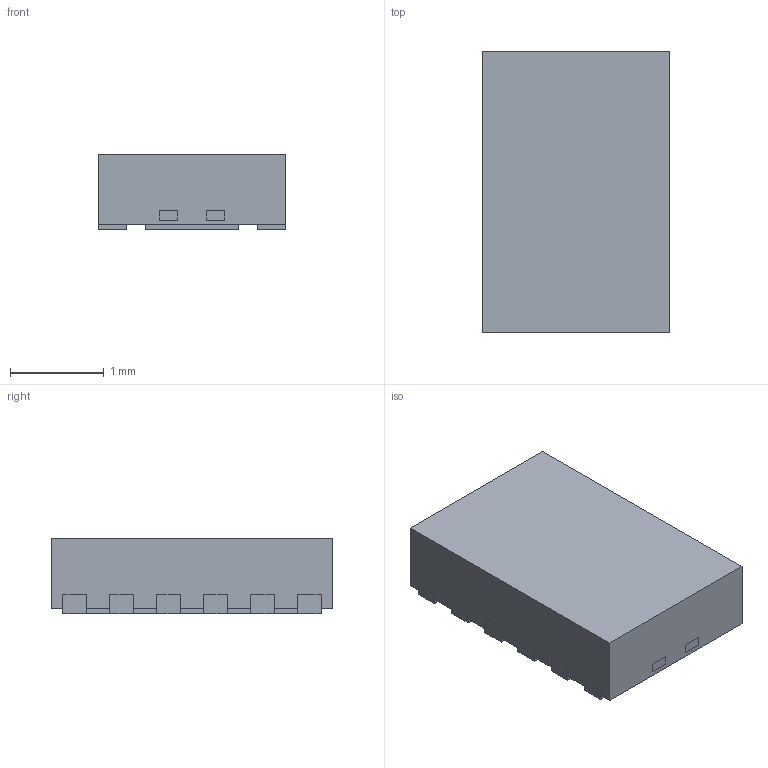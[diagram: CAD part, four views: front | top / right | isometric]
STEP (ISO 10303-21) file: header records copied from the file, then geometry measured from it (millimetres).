
FILE_DESCRIPTION((''),'2;1');
FILE_NAME('DSS0012B_ASM','2017-01-26T',('a0412025'),(''),'CREO PARAMETRIC BY PTC INC, 2016050','CREO PARAMETRIC BY PTC INC, 2016050','');
FILE_SCHEMA(('AUTOMOTIVE_DESIGN { 1 0 10303 214 1 1 1 1 }'));
Length unit declared in the file: millimetre
Products named in the file (4): BODY-SON; FRAME-DSS0012B; PIN1-ID; DSS0012B_ASM
Assembly tree (3 placements, depth 2):
  DSS0012B_ASM
    BODY-SON
    FRAME-DSS0012B
    PIN1-ID
Bounding box: 2 x 3 x 0.8 mm (x, y, z)
Volume: 4.7 mm3; surface area: 34.9 mm2
Topology: 14 solids, 14 shells, 177 faces, 450 edges, 300 vertices
Faces by surface type: plane 177
Entity records: 7220 total; most frequent: CARTESIAN_POINT 941, ORIENTED_EDGE 900, DIRECTION 818, PRESENTATION_STYLE_ASSIGNMENT 477, STYLED_ITEM 464, VECTOR 450, LINE 450, CURVE_STYLE 450
